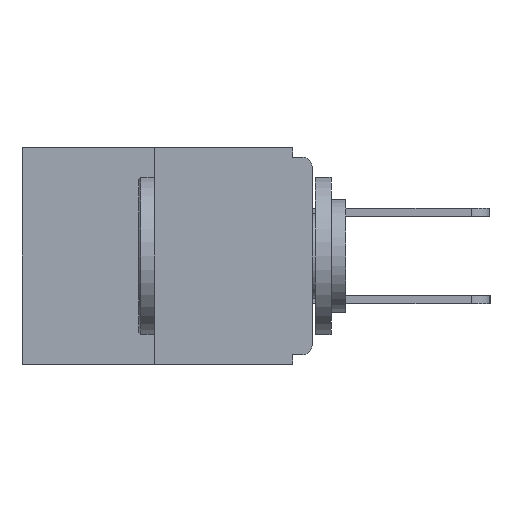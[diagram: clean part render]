
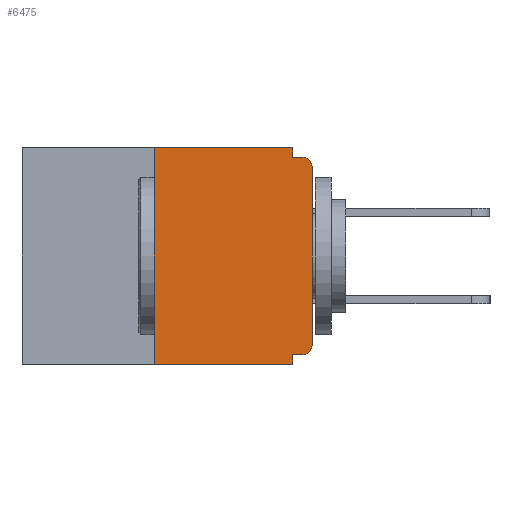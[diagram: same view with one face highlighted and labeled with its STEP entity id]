
A CAD part, left-side view. The second image highlights one B-rep face of the part: STEP entity #6475.
In plain terms, the highlighted planar face has unit normal (-1, 0, 0).
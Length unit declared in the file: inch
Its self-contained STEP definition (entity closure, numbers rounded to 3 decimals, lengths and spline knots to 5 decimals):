
#365 = LINE ( 'NONE', #6013, #12513 ) ;
#389 = ORIENTED_EDGE ( 'NONE', *, *, #10335, .T. ) ;
#393 = CARTESIAN_POINT ( 'NONE',  ( 0., 0., -0.328 ) ) ;
#678 = AXIS2_PLACEMENT_3D ( 'NONE', #2805, #4911, #2661 ) ;
#753 = VECTOR ( 'NONE', #3897, 39.37008 ) ;
#950 = CARTESIAN_POINT ( 'NONE',  ( 0., 0., -0.03 ) ) ;
#1625 = DIRECTION ( 'NONE',  ( 0., 0., -1. ) ) ;
#1956 = DIRECTION ( 'NONE',  ( 0., -1., 0. ) ) ;
#2140 = VERTEX_POINT ( 'NONE', #3559 ) ;
#2187 = CARTESIAN_POINT ( 'NONE',  ( 0., 0.015, -0.328 ) ) ;
#2585 = CARTESIAN_POINT ( 'NONE',  ( 0., 0.031, 0. ) ) ;
#2661 = DIRECTION ( 'NONE',  ( 0., 0., -1. ) ) ;
#2805 = CARTESIAN_POINT ( 'NONE',  ( 0., 0.015, -0.03 ) ) ;
#3006 = EDGE_CURVE ( 'NONE', #8002, #9217, #13022, .T. ) ;
#3068 = CARTESIAN_POINT ( 'NONE',  ( 0., 0.031, -0.343 ) ) ;
#3229 = DIRECTION ( 'NONE',  ( 0., 0., 1. ) ) ;
#3308 = VECTOR ( 'NONE', #4036, 39.37008 ) ;
#3559 = CARTESIAN_POINT ( 'NONE',  ( 0., 0.25, 0. ) ) ;
#3897 = DIRECTION ( 'NONE',  ( 0., 1., 0. ) ) ;
#3935 = VECTOR ( 'NONE', #10422, 39.37008 ) ;
#3968 = EDGE_CURVE ( 'NONE', #11714, #14341, #4350, .T. ) ;
#4036 = DIRECTION ( 'NONE',  ( 0., -1., 0. ) ) ;
#4271 = CARTESIAN_POINT ( 'NONE',  ( 0., 0.031, -0.328 ) ) ;
#4341 = CARTESIAN_POINT ( 'NONE',  ( 0., 0.015, -0.015 ) ) ;
#4350 = LINE ( 'NONE', #7820, #4517 ) ;
#4517 = VECTOR ( 'NONE', #3229, 39.37008 ) ;
#4750 = CARTESIAN_POINT ( 'NONE',  ( 0., 0.25, 0. ) ) ;
#4820 = EDGE_LOOP ( 'NONE', ( #5628, #10242, #10758, #12650, #6307, #389, #14804, #6571, #13322, #10922 ) ) ;
#4911 = DIRECTION ( 'NONE',  ( -1., 0., 0. ) ) ;
#4920 = CARTESIAN_POINT ( 'NONE',  ( 0., 0.46, 0. ) ) ;
#4969 = DIRECTION ( 'NONE',  ( 0., 0., -1. ) ) ;
#5366 = LINE ( 'NONE', #3068, #11473 ) ;
#5628 = ORIENTED_EDGE ( 'NONE', *, *, #8243, .F. ) ;
#5674 = EDGE_CURVE ( 'NONE', #9064, #2140, #12744, .T. ) ;
#5676 = CARTESIAN_POINT ( 'NONE',  ( 0., 0.46, 0. ) ) ;
#5875 = VECTOR ( 'NONE', #1625, 39.37008 ) ;
#5971 = EDGE_CURVE ( 'NONE', #11125, #7573, #14544, .T. ) ;
#6013 = CARTESIAN_POINT ( 'NONE',  ( 0., 0.46, -0.343 ) ) ;
#6222 = CARTESIAN_POINT ( 'NONE',  ( 0., 0., -0.015 ) ) ;
#6307 = ORIENTED_EDGE ( 'NONE', *, *, #5971, .F. ) ;
#6475 = ADVANCED_FACE ( 'NONE', ( #13455 ), #7264, .F. ) ;
#6571 = ORIENTED_EDGE ( 'NONE', *, *, #7742, .T. ) ;
#7264 = PLANE ( 'NONE',  #10888 ) ;
#7522 = CARTESIAN_POINT ( 'NONE',  ( 0., 0.031, -0.343 ) ) ;
#7573 = VERTEX_POINT ( 'NONE', #4271 ) ;
#7638 = CARTESIAN_POINT ( 'NONE',  ( 0., 0., -0.313 ) ) ;
#7742 = EDGE_CURVE ( 'NONE', #14341, #9217, #11816, .T. ) ;
#7749 = DIRECTION ( 'NONE',  ( -1., 0., 0. ) ) ;
#7820 = CARTESIAN_POINT ( 'NONE',  ( 0., 0., 0. ) ) ;
#8002 = VERTEX_POINT ( 'NONE', #14846 ) ;
#8243 = EDGE_CURVE ( 'NONE', #2140, #11265, #11083, .T. ) ;
#8305 = DIRECTION ( 'NONE',  ( 0., -1., 0. ) ) ;
#8575 = CARTESIAN_POINT ( 'NONE',  ( 0., 0.031, 0. ) ) ;
#9064 = VERTEX_POINT ( 'NONE', #11285 ) ;
#9217 = VERTEX_POINT ( 'NONE', #4341 ) ;
#10187 = EDGE_CURVE ( 'NONE', #7573, #11597, #5366, .T. ) ;
#10242 = ORIENTED_EDGE ( 'NONE', *, *, #5674, .F. ) ;
#10335 = EDGE_CURVE ( 'NONE', #11125, #11714, #14187, .T. ) ;
#10422 = DIRECTION ( 'NONE',  ( 0., 0., 1. ) ) ;
#10704 = DIRECTION ( 'NONE',  ( 1., 0., 0. ) ) ;
#10728 = VECTOR ( 'NONE', #1956, 39.37008 ) ;
#10758 = ORIENTED_EDGE ( 'NONE', *, *, #11264, .T. ) ;
#10888 = AXIS2_PLACEMENT_3D ( 'NONE', #4920, #10704, #4969 ) ;
#10922 = ORIENTED_EDGE ( 'NONE', *, *, #12283, .F. ) ;
#11083 = LINE ( 'NONE', #5676, #10728 ) ;
#11125 = VERTEX_POINT ( 'NONE', #2187 ) ;
#11264 = EDGE_CURVE ( 'NONE', #9064, #11597, #365, .T. ) ;
#11265 = VERTEX_POINT ( 'NONE', #2585 ) ;
#11285 = CARTESIAN_POINT ( 'NONE',  ( 0., 0.25, -0.343 ) ) ;
#11473 = VECTOR ( 'NONE', #12054, 39.37008 ) ;
#11597 = VERTEX_POINT ( 'NONE', #7522 ) ;
#11714 = VERTEX_POINT ( 'NONE', #7638 ) ;
#11816 = CIRCLE ( 'NONE', #678, 0.015 ) ;
#12054 = DIRECTION ( 'NONE',  ( 0., 0., -1. ) ) ;
#12283 = EDGE_CURVE ( 'NONE', #11265, #8002, #13386, .T. ) ;
#12513 = VECTOR ( 'NONE', #8305, 39.37008 ) ;
#12650 = ORIENTED_EDGE ( 'NONE', *, *, #10187, .F. ) ;
#12744 = LINE ( 'NONE', #4750, #3935 ) ;
#13022 = LINE ( 'NONE', #6222, #3308 ) ;
#13322 = ORIENTED_EDGE ( 'NONE', *, *, #3006, .F. ) ;
#13386 = LINE ( 'NONE', #8575, #5875 ) ;
#13440 = DIRECTION ( 'NONE',  ( 0., 0., -1. ) ) ;
#13455 = FACE_OUTER_BOUND ( 'NONE', #4820, .T. ) ;
#14187 = CIRCLE ( 'NONE', #14594, 0.015 ) ;
#14341 = VERTEX_POINT ( 'NONE', #950 ) ;
#14480 = CARTESIAN_POINT ( 'NONE',  ( 0., 0.015, -0.313 ) ) ;
#14544 = LINE ( 'NONE', #393, #753 ) ;
#14594 = AXIS2_PLACEMENT_3D ( 'NONE', #14480, #7749, #13440 ) ;
#14804 = ORIENTED_EDGE ( 'NONE', *, *, #3968, .T. ) ;
#14846 = CARTESIAN_POINT ( 'NONE',  ( 0., 0.031, -0.015 ) ) ;
